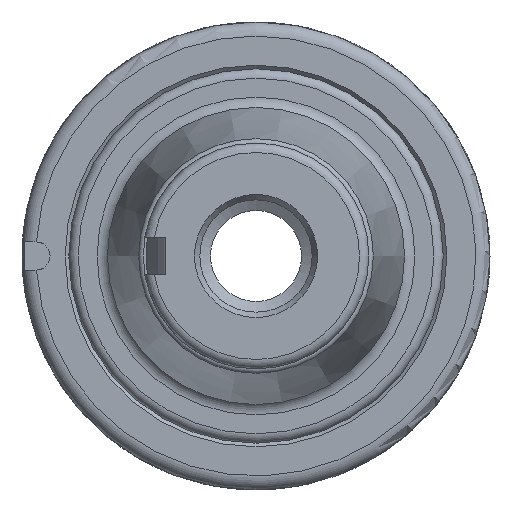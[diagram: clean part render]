
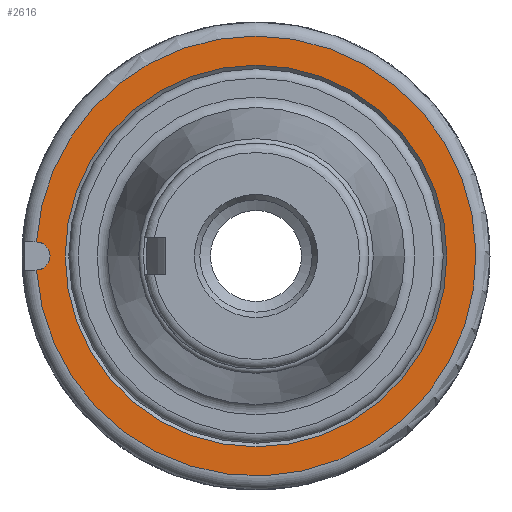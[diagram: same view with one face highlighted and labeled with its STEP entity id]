
A CAD part, left-side view. The second image highlights one B-rep face of the part: STEP entity #2616.
In plain terms, the highlighted planar face has unit normal (-1, 0, 0).
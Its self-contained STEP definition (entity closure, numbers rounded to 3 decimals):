
#570=FACE_BOUND('',#940,.T.);
#616=PLANE('',#2863);
#784=FACE_OUTER_BOUND('',#939,.T.);
#939=EDGE_LOOP('',(#2425,#2426,#2427));
#940=EDGE_LOOP('',(#2428));
#1016=CIRCLE('',#2839,1.5);
#1018=CIRCLE('',#2842,23.5);
#1019=CIRCLE('',#2843,23.5);
#1027=CIRCLE('',#2857,20.388);
#1271=VERTEX_POINT('',#6160);
#1272=VERTEX_POINT('',#6165);
#1273=VERTEX_POINT('',#6174);
#1279=VERTEX_POINT('',#6202);
#1647=EDGE_CURVE('',#1272,#1271,#1016,.T.);
#1650=EDGE_CURVE('',#1273,#1271,#1018,.T.);
#1651=EDGE_CURVE('',#1272,#1273,#1019,.T.);
#1662=EDGE_CURVE('',#1279,#1279,#1027,.T.);
#2425=ORIENTED_EDGE('',*,*,#1647,.T.);
#2426=ORIENTED_EDGE('',*,*,#1650,.F.);
#2427=ORIENTED_EDGE('',*,*,#1651,.F.);
#2428=ORIENTED_EDGE('',*,*,#1662,.F.);
#2616=ADVANCED_FACE('',(#784,#570),#616,.T.);
#2839=AXIS2_PLACEMENT_3D('',#6166,#3304,#3305);
#2842=AXIS2_PLACEMENT_3D('',#6176,#3310,#3311);
#2843=AXIS2_PLACEMENT_3D('',#6177,#3312,#3313);
#2857=AXIS2_PLACEMENT_3D('',#6203,#3342,#3343);
#2863=AXIS2_PLACEMENT_3D('',#6215,#3356,#3357);
#3304=DIRECTION('center_axis',(1.,0.,0.));
#3305=DIRECTION('ref_axis',(0.,0.,-1.));
#3310=DIRECTION('center_axis',(1.,0.,0.));
#3311=DIRECTION('ref_axis',(0.,-1.,0.));
#3312=DIRECTION('center_axis',(1.,0.,0.));
#3313=DIRECTION('ref_axis',(0.,-1.,0.));
#3342=DIRECTION('center_axis',(-1.,0.,0.));
#3343=DIRECTION('ref_axis',(0.,0.,-1.));
#3356=DIRECTION('center_axis',(-1.,0.,0.));
#3357=DIRECTION('ref_axis',(0.,0.,1.));
#6160=CARTESIAN_POINT('',(0.,23.452,-1.499));
#6165=CARTESIAN_POINT('',(0.,23.452,1.499));
#6166=CARTESIAN_POINT('Origin',(0.,23.5,0.));
#6174=CARTESIAN_POINT('',(0.,0.,23.5));
#6176=CARTESIAN_POINT('Origin',(0.,0.,
0.));
#6177=CARTESIAN_POINT('Origin',(0.,0.,
0.));
#6202=CARTESIAN_POINT('',(0.,0.,20.388));
#6203=CARTESIAN_POINT('Origin',(0.,0.,
0.));
#6215=CARTESIAN_POINT('Origin',(0.,25.,0.));
